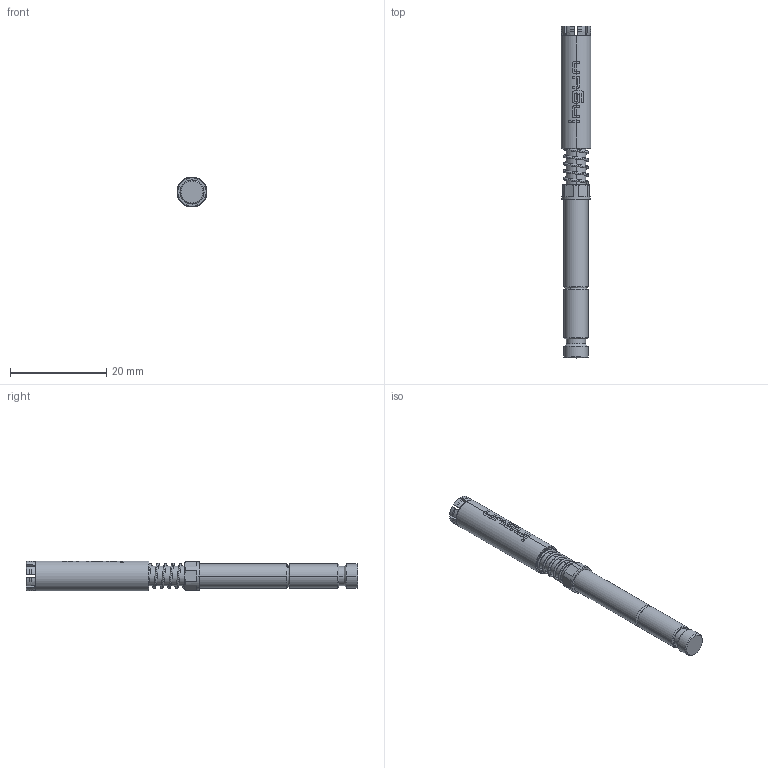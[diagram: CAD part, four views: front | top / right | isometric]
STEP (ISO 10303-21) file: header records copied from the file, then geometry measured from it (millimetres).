
FILE_DESCRIPTION (( 'STEP AP203' ), '1' );
FILE_NAME ('INGUN_HKR-672_300_080_A_xxx04_M.STEP', '2021-12-06T10:44:51', ( 'ochi' ), ( '' ), 'SwSTEP 2.0', 'SolidWorks 2018', '' );
FILE_SCHEMA (( 'CONFIG_CONTROL_DESIGN' ));
Length unit declared in the file: millimetre
Products named in the file (1): INGUN_HKR-672_300_080_A_xxx04_M
Bounding box: 6.2 x 69 x 6.21 mm (x, y, z)
Volume: 1376.3 mm3; surface area: 1987.5 mm2
Topology: 1 solids, 1 shells, 246 faces, 685 edges, 450 vertices
Faces by surface type: plane 102, bspline 64, cylinder 51, cone 29
Entity records: 10674 total; most frequent: CARTESIAN_POINT 4714, ORIENTED_EDGE 1370, DIRECTION 1089, EDGE_CURVE 685, VERTEX_POINT 450, AXIS2_PLACEMENT_3D 433, EDGE_LOOP 257, CIRCLE 250
